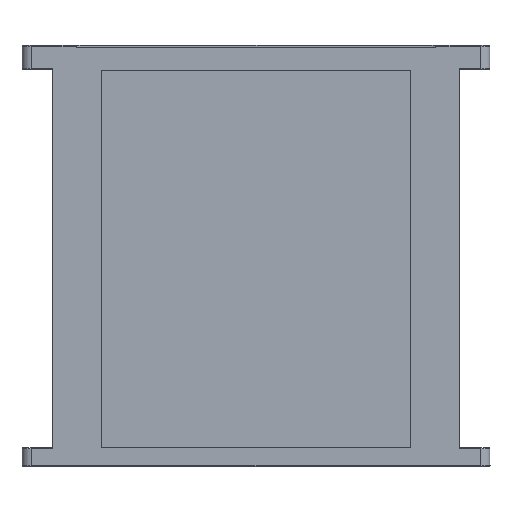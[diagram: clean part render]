
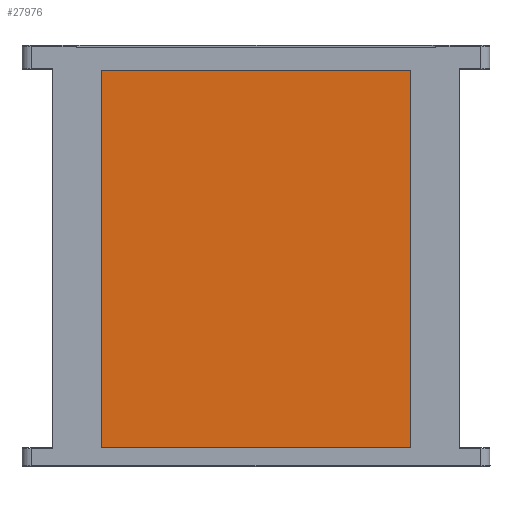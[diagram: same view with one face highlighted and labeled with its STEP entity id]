
A CAD part, left-side view. The second image highlights one B-rep face of the part: STEP entity #27976.
In plain terms, the highlighted planar face has unit normal (-1, 0, 0).
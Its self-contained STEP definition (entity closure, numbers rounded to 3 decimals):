
#5526=ORIENTED_EDGE('',*,*,#12084,.F.);
#5527=ORIENTED_EDGE('',*,*,#12080,.T.);
#5528=ORIENTED_EDGE('',*,*,#12085,.T.);
#5529=ORIENTED_EDGE('',*,*,#12071,.T.);
#6962=VECTOR('',#19036,1.);
#6971=VECTOR('',#19049,1.);
#6975=VECTOR('',#19059,1.);
#6976=VECTOR('',#19062,1.);
#8394=LINE('',#24933,#6962);
#8403=LINE('',#24950,#6971);
#8407=LINE('',#24957,#6975);
#8408=LINE('',#24959,#6976);
#9897=VERTEX_POINT('',#24930);
#9898=VERTEX_POINT('',#24932);
#9903=VERTEX_POINT('',#24947);
#9904=VERTEX_POINT('',#24949);
#12071=EDGE_CURVE('',#9898,#9897,#8394,.T.);
#12080=EDGE_CURVE('',#9904,#9903,#8403,.T.);
#12084=EDGE_CURVE('',#9904,#9897,#8407,.T.);
#12085=EDGE_CURVE('',#9903,#9898,#8408,.T.);
#13238=EDGE_LOOP('',(#5526,#5527,#5528,#5529));
#14396=FACE_BOUND('',#13238,.T.);
#19036=DIRECTION('',(0.,159.6,0.));
#19049=DIRECTION('',(0.,-159.6,0.));
#19059=DIRECTION('',(0.,0.,195.));
#19060=DIRECTION('',(-1.,0.,0.));
#19061=DIRECTION('',(0.,1.,0.));
#19062=DIRECTION('',(0.,0.,195.));
#24930=CARTESIAN_POINT('',(-6.,200.8,205.));
#24932=CARTESIAN_POINT('',(-6.,41.2,205.));
#24933=CARTESIAN_POINT('',(-6.,41.2,205.));
#24947=CARTESIAN_POINT('',(-6.,41.2,10.));
#24949=CARTESIAN_POINT('',(-6.,200.8,10.));
#24950=CARTESIAN_POINT('',(-6.,200.8,10.));
#24957=CARTESIAN_POINT('',(-6.,200.8,10.));
#24958=CARTESIAN_POINT('',(-6.,41.2,9.7));
#24959=CARTESIAN_POINT('',(-6.,41.2,10.));
#26583=AXIS2_PLACEMENT_3D('',#24958,#19060,#19061);
#27103=PLANE('',#26583);
#27976=ADVANCED_FACE('',(#14396),#27103,.T.);
